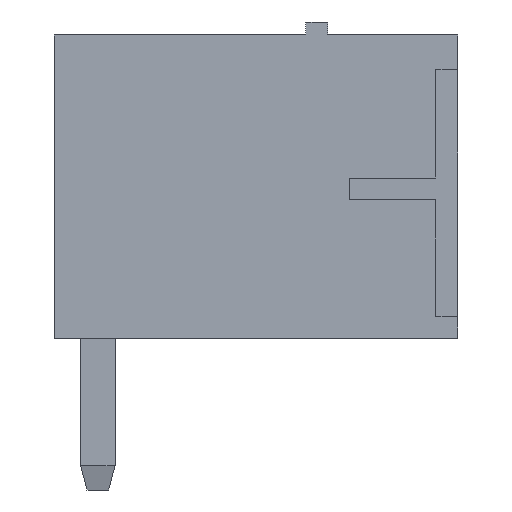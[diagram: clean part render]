
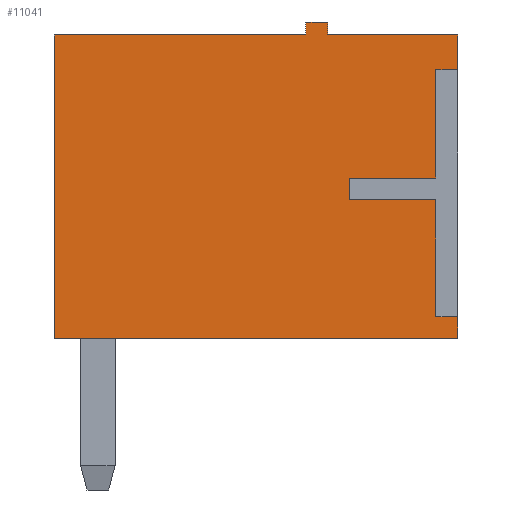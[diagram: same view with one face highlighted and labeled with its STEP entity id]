
A CAD part, left-side view. The second image highlights one B-rep face of the part: STEP entity #11041.
In plain terms, the highlighted planar face has unit normal (-1, 0, 0).
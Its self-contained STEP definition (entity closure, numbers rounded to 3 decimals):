
#574=FACE_OUTER_BOUND('',#1212,.T.);
#1212=EDGE_LOOP('',(#8895,#8896,#8897,#8898,#8899,#8900,#8901,#8902,#8903,
#8904,#8905,#8906,#8907,#8908,#8909,#8910));
#1654=LINE('',#15110,#3084);
#1804=LINE('',#15447,#3234);
#2280=LINE('',#16424,#3710);
#2284=LINE('',#16431,#3714);
#2487=LINE('',#16894,#3917);
#2493=LINE('',#16906,#3923);
#2494=LINE('',#16908,#3924);
#2496=LINE('',#16911,#3926);
#2498=LINE('',#16915,#3928);
#2501=LINE('',#16921,#3931);
#2504=LINE('',#16926,#3934);
#2506=LINE('',#16931,#3936);
#2507=LINE('',#16933,#3937);
#2508=LINE('',#16935,#3938);
#2509=LINE('',#16936,#3939);
#2510=LINE('',#16937,#3940);
#3084=VECTOR('',#12324,5.8);
#3234=VECTOR('',#12546,9.3);
#3710=VECTOR('',#13382,0.8);
#3714=VECTOR('',#13386,0.5);
#3917=VECTOR('',#13841,2.7);
#3923=VECTOR('',#13849,2.5);
#3924=VECTOR('',#13852,0.5);
#3926=VECTOR('',#13856,0.5);
#3928=VECTOR('',#13860,2.);
#3931=VECTOR('',#13865,0.5);
#3934=VECTOR('',#13870,2.);
#3936=VECTOR('',#13876,3.);
#3937=VECTOR('',#13877,0.3);
#3938=VECTOR('',#13878,0.5);
#3939=VECTOR('',#13879,0.3);
#3940=VECTOR('',#13880,7.);
#4423=VERTEX_POINT('',#15103);
#4426=VERTEX_POINT('',#15108);
#4575=VERTEX_POINT('',#15443);
#4577=VERTEX_POINT('',#15446);
#4897=VERTEX_POINT('',#16421);
#4898=VERTEX_POINT('',#16423);
#4901=VERTEX_POINT('',#16429);
#5033=VERTEX_POINT('',#16890);
#5035=VERTEX_POINT('',#16893);
#5037=VERTEX_POINT('',#16899);
#5040=VERTEX_POINT('',#16904);
#5041=VERTEX_POINT('',#16914);
#5043=VERTEX_POINT('',#16920);
#5045=VERTEX_POINT('',#16930);
#5046=VERTEX_POINT('',#16932);
#5047=VERTEX_POINT('',#16934);
#5490=EDGE_CURVE('',#4426,#4423,#1654,.T.);
#5640=EDGE_CURVE('',#4575,#4577,#1804,.T.);
#6139=EDGE_CURVE('',#4897,#4898,#2280,.T.);
#6143=EDGE_CURVE('',#4901,#4575,#2284,.T.);
#6363=EDGE_CURVE('',#5035,#5033,#2487,.T.);
#6369=EDGE_CURVE('',#5037,#5040,#2493,.T.);
#6370=EDGE_CURVE('',#5040,#4898,#2494,.T.);
#6372=EDGE_CURVE('',#4901,#5035,#2496,.T.);
#6374=EDGE_CURVE('',#5041,#5037,#2498,.T.);
#6377=EDGE_CURVE('',#5043,#5041,#2501,.T.);
#6380=EDGE_CURVE('',#5033,#5043,#2504,.T.);
#6382=EDGE_CURVE('',#5045,#4897,#2506,.T.);
#6383=EDGE_CURVE('',#5046,#5045,#2507,.T.);
#6384=EDGE_CURVE('',#5047,#5046,#2508,.T.);
#6385=EDGE_CURVE('',#4423,#5047,#2509,.T.);
#6386=EDGE_CURVE('',#4577,#4426,#2510,.T.);
#8895=ORIENTED_EDGE('',*,*,#6372,.T.);
#8896=ORIENTED_EDGE('',*,*,#6363,.T.);
#8897=ORIENTED_EDGE('',*,*,#6380,.T.);
#8898=ORIENTED_EDGE('',*,*,#6377,.T.);
#8899=ORIENTED_EDGE('',*,*,#6374,.T.);
#8900=ORIENTED_EDGE('',*,*,#6369,.T.);
#8901=ORIENTED_EDGE('',*,*,#6370,.T.);
#8902=ORIENTED_EDGE('',*,*,#6139,.F.);
#8903=ORIENTED_EDGE('',*,*,#6382,.F.);
#8904=ORIENTED_EDGE('',*,*,#6383,.F.);
#8905=ORIENTED_EDGE('',*,*,#6384,.F.);
#8906=ORIENTED_EDGE('',*,*,#6385,.F.);
#8907=ORIENTED_EDGE('',*,*,#5490,.F.);
#8908=ORIENTED_EDGE('',*,*,#6386,.F.);
#8909=ORIENTED_EDGE('',*,*,#5640,.F.);
#8910=ORIENTED_EDGE('',*,*,#6143,.F.);
#10062=PLANE('',#11662);
#11041=ADVANCED_FACE('',(#574),#10062,.T.);
#11662=AXIS2_PLACEMENT_3D('',#16929,#13874,#13875);
#12324=DIRECTION('',(0.,-1.,0.));
#12546=DIRECTION('',(0.,1.,0.));
#13382=DIRECTION('',(0.,0.,-1.));
#13386=DIRECTION('',(0.,0.,-1.));
#13841=DIRECTION('',(0.,0.,1.));
#13849=DIRECTION('',(0.,0.,1.));
#13852=DIRECTION('',(0.,-1.,0.));
#13856=DIRECTION('',(0.,1.,0.));
#13860=DIRECTION('',(0.,-1.,0.));
#13865=DIRECTION('',(0.,0.,1.));
#13870=DIRECTION('',(0.,1.,0.));
#13874=DIRECTION('center_axis',(-1.,0.,0.));
#13875=DIRECTION('ref_axis',(0.,0.,-1.));
#13876=DIRECTION('',(0.,-1.,0.));
#13877=DIRECTION('',(0.,0.,-1.));
#13878=DIRECTION('',(0.,-1.,0.));
#13879=DIRECTION('',(0.,0.,1.));
#13880=DIRECTION('',(0.,0.,1.));
#15103=CARTESIAN_POINT('',(-15.59,-4.8,7.));
#15108=CARTESIAN_POINT('',(-15.59,1.,7.));
#15110=CARTESIAN_POINT('',(-15.59,-0.5,7.));
#15443=CARTESIAN_POINT('',(-15.59,-8.3,0.));
#15446=CARTESIAN_POINT('',(-15.59,1.,0.));
#15447=CARTESIAN_POINT('',(-15.59,-0.5,0.));
#16421=CARTESIAN_POINT('',(-15.59,-8.3,7.));
#16423=CARTESIAN_POINT('',(-15.59,-8.3,6.2));
#16424=CARTESIAN_POINT('',(-15.59,-8.3,7.));
#16429=CARTESIAN_POINT('',(-15.59,-8.3,0.5));
#16431=CARTESIAN_POINT('',(-15.59,-8.3,7.));
#16890=CARTESIAN_POINT('',(-15.59,-7.8,3.2));
#16893=CARTESIAN_POINT('',(-15.59,-7.8,0.5));
#16894=CARTESIAN_POINT('',(-15.59,-7.8,3.75));
#16899=CARTESIAN_POINT('',(-15.59,-7.8,3.7));
#16904=CARTESIAN_POINT('',(-15.59,-7.8,6.2));
#16906=CARTESIAN_POINT('',(-15.59,-7.8,3.75));
#16908=CARTESIAN_POINT('',(-15.59,-4.15,6.2));
#16911=CARTESIAN_POINT('',(-15.59,-4.4,0.5));
#16914=CARTESIAN_POINT('',(-15.59,-5.8,3.7));
#16915=CARTESIAN_POINT('',(-15.59,-3.15,3.7));
#16920=CARTESIAN_POINT('',(-15.59,-5.8,3.2));
#16921=CARTESIAN_POINT('',(-15.59,-5.8,5.1));
#16926=CARTESIAN_POINT('',(-15.59,-4.15,3.2));
#16929=CARTESIAN_POINT('Origin',(-15.59,-0.5,7.));
#16930=CARTESIAN_POINT('',(-15.59,-5.3,7.));
#16931=CARTESIAN_POINT('',(-15.59,-0.5,7.));
#16932=CARTESIAN_POINT('',(-15.59,-5.3,7.3));
#16933=CARTESIAN_POINT('',(-15.59,-5.3,6.95));
#16934=CARTESIAN_POINT('',(-15.59,-4.8,7.3));
#16935=CARTESIAN_POINT('',(-15.59,-4.475,7.3));
#16936=CARTESIAN_POINT('',(-15.59,-4.8,7.1));
#16937=CARTESIAN_POINT('',(-15.59,1.,0.));
